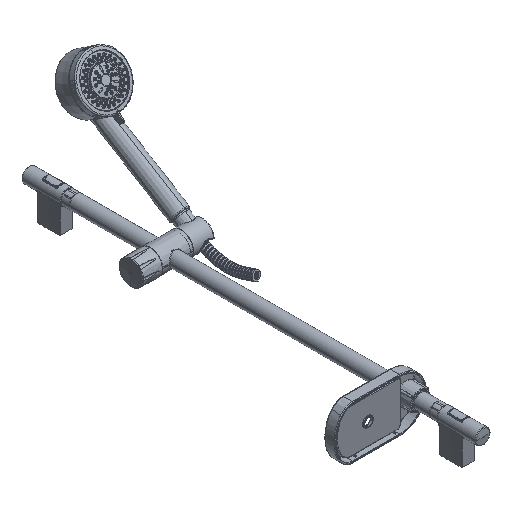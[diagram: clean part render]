
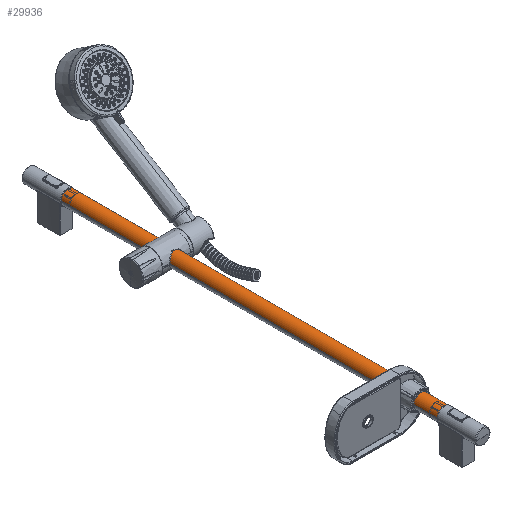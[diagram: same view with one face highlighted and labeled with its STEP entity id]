
A CAD part, isometric view. The second image highlights one B-rep face of the part: STEP entity #29936.
In plain terms, the highlighted cylindrical face has radius 11 mm (diameter 22 mm), a partial arc.
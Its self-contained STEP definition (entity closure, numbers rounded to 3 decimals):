
#4987=DIRECTION('',(0.,-1.,0.));
#4988=VECTOR('',#4987,584.);
#4989=CARTESIAN_POINT('',(22.,584.,11.));
#4990=LINE('',#4989,#4988);
#4991=CARTESIAN_POINT('',(11.,0.,11.));
#4992=DIRECTION('',(0.,-1.,0.));
#4993=DIRECTION('',(1.,0.,0.));
#4994=AXIS2_PLACEMENT_3D('',#4991,#4992,#4993);
#4996=CARTESIAN_POINT('',(11.,584.,11.));
#4997=DIRECTION('',(0.,1.,0.));
#4998=DIRECTION('',(-1.,0.,0.));
#4999=AXIS2_PLACEMENT_3D('',#4996,#4997,#4998);
#5001=CARTESIAN_POINT('',(11.,56.518,11.));
#5002=DIRECTION('',(0.,-1.,0.));
#5003=DIRECTION('',(0.681,0.,0.732));
#5004=AXIS2_PLACEMENT_3D('',#5001,#5002,#5003);
#5006=DIRECTION('',(0.,-1.,0.));
#5007=VECTOR('',#5006,1.163);
#5008=CARTESIAN_POINT('',(18.492,57.682,19.054));
#5009=LINE('',#5008,#5007);
#5010=CARTESIAN_POINT('',(11.,57.682,11.));
#5011=DIRECTION('',(0.,-1.,0.));
#5012=DIRECTION('',(0.681,0.,0.732));
#5013=AXIS2_PLACEMENT_3D('',#5010,#5011,#5012);
#5015=DIRECTION('',(0.,-1.,0.));
#5016=VECTOR('',#5015,1.163);
#5017=CARTESIAN_POINT('',(3.508,57.682,19.054));
#5018=LINE('',#5017,#5016);
#5019=DIRECTION('',(0.,-1.,0.));
#5020=VECTOR('',#5019,1.163);
#5021=CARTESIAN_POINT('',(3.508,42.682,19.054));
#5022=LINE('',#5021,#5020);
#5023=CARTESIAN_POINT('',(11.,41.518,11.));
#5024=DIRECTION('',(0.,-1.,0.));
#5025=DIRECTION('',(0.681,0.,0.732));
#5026=AXIS2_PLACEMENT_3D('',#5023,#5024,#5025);
#5028=DIRECTION('',(0.,-1.,0.));
#5029=VECTOR('',#5028,1.163);
#5030=CARTESIAN_POINT('',(18.492,42.682,19.054));
#5031=LINE('',#5030,#5029);
#5032=CARTESIAN_POINT('',(11.,42.682,11.));
#5033=DIRECTION('',(0.,-1.,0.));
#5034=DIRECTION('',(0.681,0.,0.732));
#5035=AXIS2_PLACEMENT_3D('',#5032,#5033,#5034);
#5042=DIRECTION('',(0.,-1.,0.));
#5043=VECTOR('',#5042,584.);
#5044=CARTESIAN_POINT('',(0.,584.,
11.));
#5045=LINE('',#5044,#5043);
#21725=CARTESIAN_POINT('',(0.,0.,11.));
#21727=VERTEX_POINT('',#21725);
#21730=CARTESIAN_POINT('',(22.,0.,11.));
#21732=VERTEX_POINT('',#21730);
#22290=CARTESIAN_POINT('',(0.,584.,11.));
#22292=VERTEX_POINT('',#22290);
#22294=CARTESIAN_POINT('',(22.,584.,11.));
#22296=VERTEX_POINT('',#22294);
#23511=CARTESIAN_POINT('',(18.492,56.518,19.054));
#23512=CARTESIAN_POINT('',(3.508,56.518,19.054));
#23513=VERTEX_POINT('',#23511);
#23514=VERTEX_POINT('',#23512);
#23515=CARTESIAN_POINT('',(18.492,57.682,19.054));
#23516=CARTESIAN_POINT('',(3.508,57.682,19.054));
#23517=VERTEX_POINT('',#23515);
#23518=VERTEX_POINT('',#23516);
#23519=CARTESIAN_POINT('',(3.508,42.682,19.054));
#23520=CARTESIAN_POINT('',(3.508,41.518,19.054));
#23521=VERTEX_POINT('',#23519);
#23522=VERTEX_POINT('',#23520);
#23523=CARTESIAN_POINT('',(18.492,41.518,19.054));
#23524=VERTEX_POINT('',#23523);
#23525=CARTESIAN_POINT('',(18.492,42.682,19.054));
#23526=VERTEX_POINT('',#23525);
#29902=CARTESIAN_POINT('',(11.,614.4,11.));
#29903=DIRECTION('',(0.,-1.,0.));
#29904=DIRECTION('',(-1.,0.,0.));
#29905=AXIS2_PLACEMENT_3D('',#29902,#29903,#29904);
#29906=CYLINDRICAL_SURFACE('',#29905,11.);
#29908=ORIENTED_EDGE('',*,*,#29907,.T.);
#29910=ORIENTED_EDGE('',*,*,#29909,.T.);
#29912=ORIENTED_EDGE('',*,*,#29911,.F.);
#29914=ORIENTED_EDGE('',*,*,#29913,.T.);
#29915=EDGE_LOOP('',(#29908,#29910,#29912,#29914));
#29916=FACE_OUTER_BOUND('',#29915,.F.);
#29918=ORIENTED_EDGE('',*,*,#29917,.F.);
#29920=ORIENTED_EDGE('',*,*,#29919,.F.);
#29921=ORIENTED_EDGE('',*,*,#29885,.T.);
#29923=ORIENTED_EDGE('',*,*,#29922,.T.);
#29924=EDGE_LOOP('',(#29918,#29920,#29921,#29923));
#29925=FACE_BOUND('',#29924,.F.);
#29927=ORIENTED_EDGE('',*,*,#29926,.T.);
#29929=ORIENTED_EDGE('',*,*,#29928,.F.);
#29931=ORIENTED_EDGE('',*,*,#29930,.F.);
#29933=ORIENTED_EDGE('',*,*,#29932,.T.);
#29934=EDGE_LOOP('',(#29927,#29929,#29931,#29933));
#29935=FACE_BOUND('',#29934,.F.);
#29936=ADVANCED_FACE('',(#29916,#29925,#29935),#29906,.T.);
#4995=CIRCLE('',#4994,11.);
#5000=CIRCLE('',#4999,11.);
#5005=CIRCLE('',#5004,11.);
#5014=CIRCLE('',#5013,11.);
#5027=CIRCLE('',#5026,11.);
#5036=CIRCLE('',#5035,11.);
#29885=EDGE_CURVE('',#23517,#23518,#5014,.T.);
#29907=EDGE_CURVE('',#22296,#21732,#4990,.T.);
#29909=EDGE_CURVE('',#21732,#21727,#4995,.T.);
#29911=EDGE_CURVE('',#22292,#21727,#5045,.T.);
#29913=EDGE_CURVE('',#22292,#22296,#5000,.T.);
#29917=EDGE_CURVE('',#23513,#23514,#5005,.T.);
#29919=EDGE_CURVE('',#23517,#23513,#5009,.T.);
#29922=EDGE_CURVE('',#23518,#23514,#5018,.T.);
#29926=EDGE_CURVE('',#23521,#23522,#5022,.T.);
#29928=EDGE_CURVE('',#23524,#23522,#5027,.T.);
#29930=EDGE_CURVE('',#23526,#23524,#5031,.T.);
#29932=EDGE_CURVE('',#23526,#23521,#5036,.T.);
